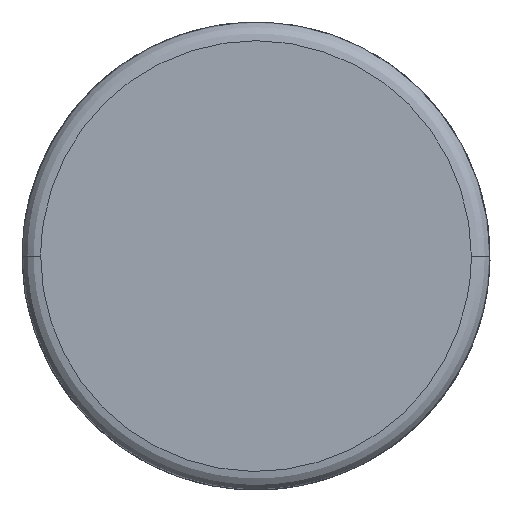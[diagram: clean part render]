
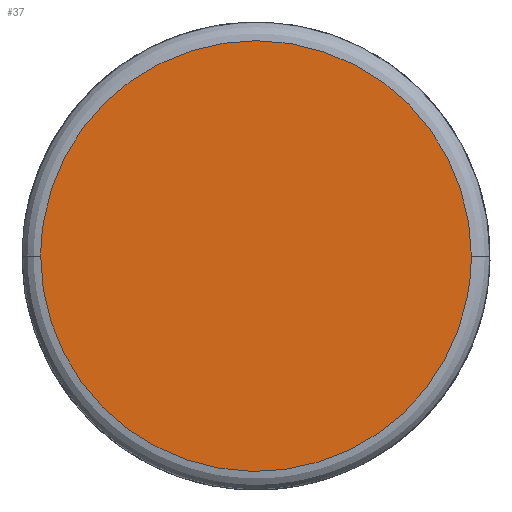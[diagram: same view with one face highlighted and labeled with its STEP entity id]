
A CAD part, left-side view. The second image highlights one B-rep face of the part: STEP entity #37.
In plain terms, the highlighted planar face has unit normal (-1, 0, 0).
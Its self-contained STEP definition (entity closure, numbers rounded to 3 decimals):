
#37=ADVANCED_FACE('',(#92),#739,.T.);
#92=FACE_OUTER_BOUND('',#147,.T.);
#147=EDGE_LOOP('',(#208,#209));
#208=ORIENTED_EDGE('',*,*,#444,.T.);
#209=ORIENTED_EDGE('',*,*,#456,.T.);
#444=EDGE_CURVE('',#669,#676,#563,.T.);
#456=EDGE_CURVE('',#676,#669,#575,.T.);
#563=(
BOUNDED_CURVE()
B_SPLINE_CURVE(3,(#989,#990,#991,#992,#993,#994,#995,#996,#997,#998,#999,
#1000,#1001),.UNSPECIFIED.,.F.,.F.)
B_SPLINE_CURVE_WITH_KNOTS((4,3,3,3,4),(0.,18.064,36.127,
54.191,72.255),.UNSPECIFIED.)
CURVE()
GEOMETRIC_REPRESENTATION_ITEM()
RATIONAL_B_SPLINE_CURVE((1.,1.,1.,1.,1.,1.,
1.,1.,1.,1.,1.,1.,1.))
REPRESENTATION_ITEM('')
);
#575=(
BOUNDED_CURVE()
B_SPLINE_CURVE(3,(#1052,#1053,#1054,#1055,#1056,#1057,#1058,#1059,#1060,
#1061,#1062,#1063,#1064),.UNSPECIFIED.,.F.,.F.)
B_SPLINE_CURVE_WITH_KNOTS((4,3,3,3,4),(72.255,90.319,
108.382,126.446,144.51),.UNSPECIFIED.)
CURVE()
GEOMETRIC_REPRESENTATION_ITEM()
RATIONAL_B_SPLINE_CURVE((1.,1.,1.,1.,1.,1.,1.,1.,1.,1.,1.,1.,1.))
REPRESENTATION_ITEM('')
);
#669=VERTEX_POINT('',#970);
#676=VERTEX_POINT('',#977);
#739=PLANE('',#814);
#814=AXIS2_PLACEMENT_3D('',#852,#828,$);
#828=DIRECTION('',(-1.,0.,0.));
#852=CARTESIAN_POINT('',(-601.556,-31.245,31.25));
#970=CARTESIAN_POINT('',(-601.556,23.005,0.));
#977=CARTESIAN_POINT('',(-601.556,-23.008,0.));
#989=CARTESIAN_POINT('',(-601.556,23.005,0.));
#990=CARTESIAN_POINT('',(-601.556,23.037,-6.016));
#991=CARTESIAN_POINT('',(-601.556,20.532,-12.023));
#992=CARTESIAN_POINT('',(-601.556,16.277,-16.273));
#993=CARTESIAN_POINT('',(-601.556,12.022,-20.522));
#994=CARTESIAN_POINT('',(-601.556,6.016,-23.013));
#995=CARTESIAN_POINT('',(-601.556,0.006,-23.014));
#996=CARTESIAN_POINT('',(-601.556,-6.004,-23.015));
#997=CARTESIAN_POINT('',(-601.556,-12.019,-20.524));
#998=CARTESIAN_POINT('',(-601.556,-16.27,-16.273));
#999=CARTESIAN_POINT('',(-601.556,-20.521,-12.023));
#1000=CARTESIAN_POINT('',(-601.556,-23.008,-6.011));
#1001=CARTESIAN_POINT('',(-601.556,-23.008,0.));
#1052=CARTESIAN_POINT('',(-601.556,-23.008,0.));
#1053=CARTESIAN_POINT('',(-601.556,-23.008,6.011));
#1054=CARTESIAN_POINT('',(-601.556,-20.521,12.023));
#1055=CARTESIAN_POINT('',(-601.556,-16.27,16.273));
#1056=CARTESIAN_POINT('',(-601.556,-12.019,20.524));
#1057=CARTESIAN_POINT('',(-601.556,-6.004,23.015));
#1058=CARTESIAN_POINT('',(-601.556,0.006,23.014));
#1059=CARTESIAN_POINT('',(-601.556,6.016,23.013));
#1060=CARTESIAN_POINT('',(-601.556,12.022,20.522));
#1061=CARTESIAN_POINT('',(-601.556,16.277,16.273));
#1062=CARTESIAN_POINT('',(-601.556,20.532,12.023));
#1063=CARTESIAN_POINT('',(-601.556,23.037,6.016));
#1064=CARTESIAN_POINT('',(-601.556,23.005,0.));
